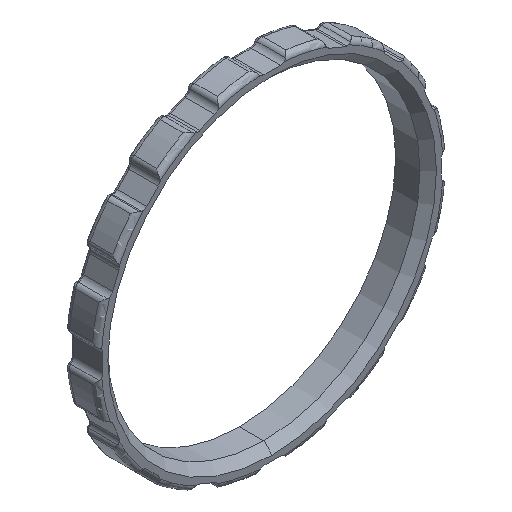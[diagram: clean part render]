
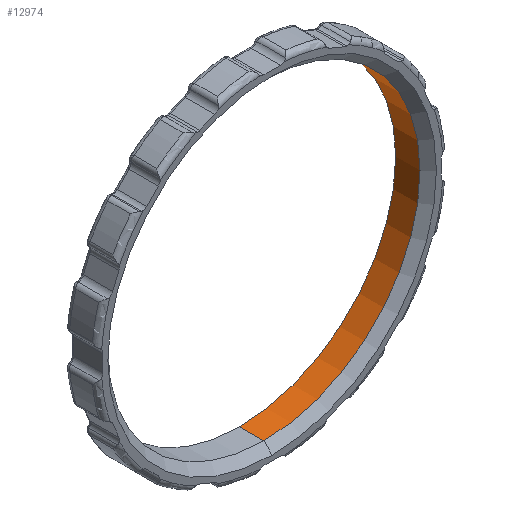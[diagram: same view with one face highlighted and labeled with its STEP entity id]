
A CAD part, isometric view. The second image highlights one B-rep face of the part: STEP entity #12974.
In plain terms, the highlighted cylindrical face has radius 47.5 mm (diameter 95 mm), a partial arc.
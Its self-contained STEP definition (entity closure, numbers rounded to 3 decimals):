
#484 = DIRECTION ( 'NONE',  ( 0., -1., 0. ) ) ;
#516 = VECTOR ( 'NONE', #6160, 1000. ) ;
#629 = CARTESIAN_POINT ( 'NONE',  ( 0., 2.5, 47.5 ) ) ;
#1071 = LINE ( 'NONE', #7010, #516 ) ;
#1215 = AXIS2_PLACEMENT_3D ( 'NONE', #10358, #3644, #8073 ) ;
#1351 = DIRECTION ( 'NONE',  ( 0., -1., 0. ) ) ;
#1911 = CARTESIAN_POINT ( 'NONE',  ( 0., 9.9, -47.5 ) ) ;
#1926 = FACE_OUTER_BOUND ( 'NONE', #7476, .T. ) ;
#3206 = DIRECTION ( 'NONE',  ( 0., -1., 0. ) ) ;
#3644 = DIRECTION ( 'NONE',  ( 0., 1., 0. ) ) ;
#4205 = ORIENTED_EDGE ( 'NONE', *, *, #4383, .F. ) ;
#4210 = CARTESIAN_POINT ( 'NONE',  ( 0., 9.9, 0. ) ) ;
#4383 = EDGE_CURVE ( 'NONE', #8772, #12001, #11998, .T. ) ;
#4748 = VERTEX_POINT ( 'NONE', #11974 ) ;
#5416 = DIRECTION ( 'NONE',  ( 0., 0., -1. ) ) ;
#6160 = DIRECTION ( 'NONE',  ( 0., -1., 0. ) ) ;
#6346 = AXIS2_PLACEMENT_3D ( 'NONE', #13932, #1351, #9364 ) ;
#6482 = VERTEX_POINT ( 'NONE', #1911 ) ;
#6544 = CIRCLE ( 'NONE', #1215, 47.5 ) ;
#6574 = CIRCLE ( 'NONE', #6346, 47.5 ) ;
#7010 = CARTESIAN_POINT ( 'NONE',  ( 0., 9.9, -47.5 ) ) ;
#7468 = VECTOR ( 'NONE', #484, 1000. ) ;
#7476 = EDGE_LOOP ( 'NONE', ( #4205, #14015, #14644, #9413 ) ) ;
#8073 = DIRECTION ( 'NONE',  ( 0., 0., 1. ) ) ;
#8772 = VERTEX_POINT ( 'NONE', #9606 ) ;
#9364 = DIRECTION ( 'NONE',  ( 0., 0., 1. ) ) ;
#9413 = ORIENTED_EDGE ( 'NONE', *, *, #14072, .T. ) ;
#9606 = CARTESIAN_POINT ( 'NONE',  ( 0., 9.9, 47.5 ) ) ;
#9628 = CARTESIAN_POINT ( 'NONE',  ( 0., 9.9, 47.5 ) ) ;
#9799 = EDGE_CURVE ( 'NONE', #8772, #6482, #6544, .T. ) ;
#10358 = CARTESIAN_POINT ( 'NONE',  ( 0., 9.9, 0. ) ) ;
#11010 = CYLINDRICAL_SURFACE ( 'NONE', #11458, 47.5 ) ;
#11458 = AXIS2_PLACEMENT_3D ( 'NONE', #4210, #3206, #5416 ) ;
#11974 = CARTESIAN_POINT ( 'NONE',  ( 0., 2.5, -47.5 ) ) ;
#11998 = LINE ( 'NONE', #9628, #7468 ) ;
#12001 = VERTEX_POINT ( 'NONE', #629 ) ;
#12974 = ADVANCED_FACE ( 'NONE', ( #1926 ), #11010, .F. ) ;
#13880 = EDGE_CURVE ( 'NONE', #6482, #4748, #1071, .T. ) ;
#13932 = CARTESIAN_POINT ( 'NONE',  ( 0., 2.5, 0. ) ) ;
#14015 = ORIENTED_EDGE ( 'NONE', *, *, #9799, .T. ) ;
#14072 = EDGE_CURVE ( 'NONE', #4748, #12001, #6574, .T. ) ;
#14644 = ORIENTED_EDGE ( 'NONE', *, *, #13880, .T. ) ;
